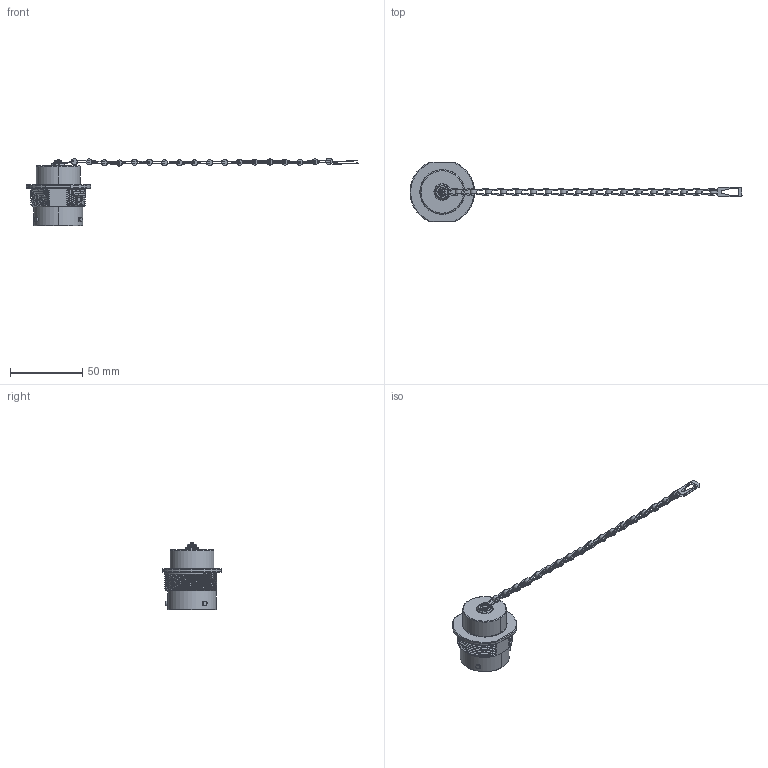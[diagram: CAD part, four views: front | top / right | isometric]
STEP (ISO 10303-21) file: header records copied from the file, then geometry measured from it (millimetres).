
FILE_DESCRIPTION((''),'2;1');
FILE_NAME('AHDC34-18_ASM','2018-08-16T',('wilber.liu'),(''),'PRO/ENGINEER BY PARAMETRIC TECHNOLOGY CORPORATION, 2013230','PRO/ENGINEER BY PARAMETRIC TECHNOLOGY CORPORATION, 2013230','');
FILE_SCHEMA(('CONFIG_CONTROL_DESIGN'));
Length unit declared in the file: millimetre
Products named in the file (1): AHDC34-18_ASM
Bounding box: 229.46 x 41.1 x 46.93 mm (x, y, z)
Volume: 16915.4 mm3; surface area: 14729.3 mm2
Topology: 1 solids, 2 shells, 982 faces, 2892 edges, 1894 vertices
Faces by surface type: plane 542, cylinder 345, bspline 47, cone 24, torus 22, extrusion 2
Entity records: 36748 total; most frequent: CARTESIAN_POINT 11355, ORIENTED_EDGE 5784, DIRECTION 4613, EDGE_CURVE 2892, VERTEX_POINT 1894, VECTOR 1711, LINE 1709, AXIS2_PLACEMENT_3D 1451
